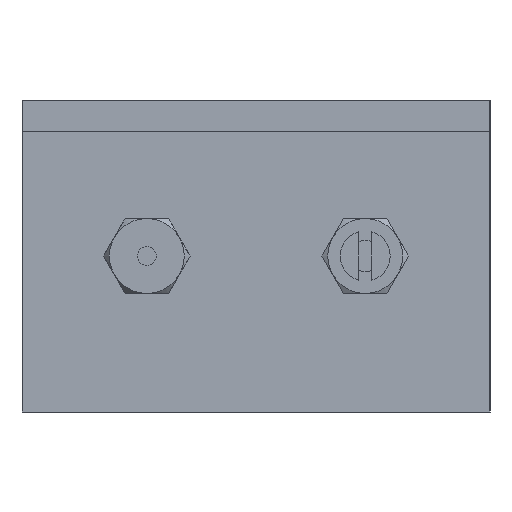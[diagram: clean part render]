
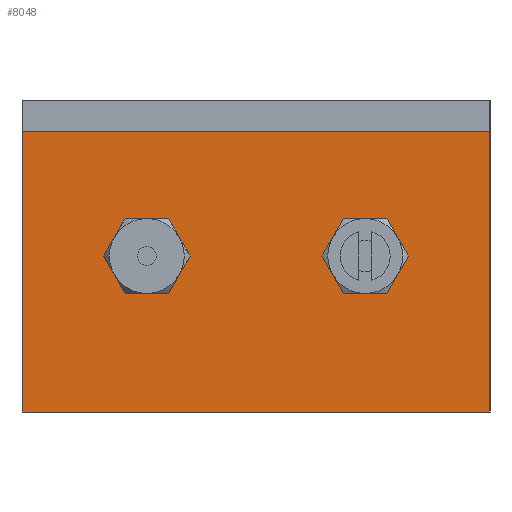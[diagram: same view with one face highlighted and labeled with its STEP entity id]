
A CAD part, left-side view. The second image highlights one B-rep face of the part: STEP entity #8048.
In plain terms, the highlighted planar face has unit normal (-1, 0, 0).
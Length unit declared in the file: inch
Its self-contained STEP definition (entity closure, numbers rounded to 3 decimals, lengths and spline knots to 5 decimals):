
#145 = CARTESIAN_POINT ( 'NONE',  ( -0.625, -0.375, 0.25 ) ) ;
#387 = EDGE_CURVE ( 'NONE', #19627, #37502, #9739, .T. ) ;
#988 = DIRECTION ( 'NONE',  ( 0., 0., -1. ) ) ;
#1058 = EDGE_CURVE ( 'NONE', #37502, #47306, #36765, .T. ) ;
#1393 = VERTEX_POINT ( 'NONE', #49041 ) ;
#1685 = DIRECTION ( 'NONE',  ( 0., -0.5, -0.866 ) ) ;
#2571 = CARTESIAN_POINT ( 'NONE',  ( -0.625, -0.20964, 0.06 ) ) ;
#3239 = CARTESIAN_POINT ( 'NONE',  ( -0.625, 0.24428, 0. ) ) ;
#3589 = DIRECTION ( 'NONE',  ( 0., 0.5, 0.866 ) ) ;
#3944 = DIRECTION ( 'NONE',  ( 0., -1., 0. ) ) ;
#3947 = CARTESIAN_POINT ( 'NONE',  ( -0.625, -0.24428, 0. ) ) ;
#4246 = LINE ( 'NONE', #32501, #11482 ) ;
#4310 = VECTOR ( 'NONE', #13600, 39.37008 ) ;
#4672 = CARTESIAN_POINT ( 'NONE',  ( -0.625, -0.375, 0.2 ) ) ;
#5503 = DIRECTION ( 'NONE',  ( 0., 1., 0. ) ) ;
#6333 = EDGE_CURVE ( 'NONE', #33155, #19526, #45461, .T. ) ;
#6482 = ORIENTED_EDGE ( 'NONE', *, *, #1058, .F. ) ;
#7039 = EDGE_LOOP ( 'NONE', ( #31407, #20357, #9804, #43518, #18513, #45125 ) ) ;
#7300 = VERTEX_POINT ( 'NONE', #8024 ) ;
#7559 = LINE ( 'NONE', #28553, #37024 ) ;
#7594 = CARTESIAN_POINT ( 'NONE',  ( -0.625, 0.20964, 0.06 ) ) ;
#8024 = CARTESIAN_POINT ( 'NONE',  ( -0.625, 0.375, -0.25 ) ) ;
#8048 = ADVANCED_FACE ( 'NONE', ( #33869, #38071, #13398 ), #27454, .F. ) ;
#8636 = VECTOR ( 'NONE', #3944, 39.37008 ) ;
#9212 = ORIENTED_EDGE ( 'NONE', *, *, #23217, .F. ) ;
#9349 = VECTOR ( 'NONE', #39804, 39.37008 ) ;
#9739 = LINE ( 'NONE', #46602, #23589 ) ;
#9741 = LINE ( 'NONE', #44081, #27205 ) ;
#9804 = ORIENTED_EDGE ( 'NONE', *, *, #40367, .F. ) ;
#10182 = CARTESIAN_POINT ( 'NONE',  ( -0.625, -0.375, -0.25 ) ) ;
#10493 = VECTOR ( 'NONE', #5503, 39.37008 ) ;
#11296 = CARTESIAN_POINT ( 'NONE',  ( -0.625, 0.14036, -0.06 ) ) ;
#11363 = EDGE_CURVE ( 'NONE', #1393, #35854, #25767, .T. ) ;
#11415 = EDGE_CURVE ( 'NONE', #47306, #1393, #36010, .T. ) ;
#11482 = VECTOR ( 'NONE', #47888, 39.37008 ) ;
#11658 = DIRECTION ( 'NONE',  ( 0., 0.5, 0.866 ) ) ;
#11792 = DIRECTION ( 'NONE',  ( 0., -0.5, 0.866 ) ) ;
#11963 = VECTOR ( 'NONE', #48143, 39.37008 ) ;
#12350 = CARTESIAN_POINT ( 'NONE',  ( -0.625, 0.20964, -0.06 ) ) ;
#13089 = DIRECTION ( 'NONE',  ( 0., -1., 0. ) ) ;
#13398 = FACE_BOUND ( 'NONE', #7039, .T. ) ;
#13600 = DIRECTION ( 'NONE',  ( 0., -1., 0. ) ) ;
#13852 = VERTEX_POINT ( 'NONE', #10182 ) ;
#14654 = EDGE_CURVE ( 'NONE', #48341, #16133, #22203, .T. ) ;
#15387 = CARTESIAN_POINT ( 'NONE',  ( -0.625, -0.14036, 0.06 ) ) ;
#16133 = VERTEX_POINT ( 'NONE', #34389 ) ;
#16344 = VERTEX_POINT ( 'NONE', #16872 ) ;
#16777 = ORIENTED_EDGE ( 'NONE', *, *, #387, .F. ) ;
#16872 = CARTESIAN_POINT ( 'NONE',  ( -0.625, -0.375, 0.2 ) ) ;
#17083 = ORIENTED_EDGE ( 'NONE', *, *, #30250, .F. ) ;
#17153 = EDGE_CURVE ( 'NONE', #40588, #16344, #49808, .T. ) ;
#17204 = VECTOR ( 'NONE', #18117, 39.37008 ) ;
#17276 = VERTEX_POINT ( 'NONE', #21274 ) ;
#18117 = DIRECTION ( 'NONE',  ( 0., 0., -1. ) ) ;
#18391 = CARTESIAN_POINT ( 'NONE',  ( -0.625, 0.14036, 0.06 ) ) ;
#18513 = ORIENTED_EDGE ( 'NONE', *, *, #47555, .F. ) ;
#19182 = DIRECTION ( 'NONE',  ( 0., 0.5, -0.866 ) ) ;
#19314 = VERTEX_POINT ( 'NONE', #38588 ) ;
#19526 = VERTEX_POINT ( 'NONE', #41268 ) ;
#19627 = VERTEX_POINT ( 'NONE', #3239 ) ;
#20357 = ORIENTED_EDGE ( 'NONE', *, *, #6333, .F. ) ;
#21215 = EDGE_CURVE ( 'NONE', #7300, #13852, #9741, .T. ) ;
#21274 = CARTESIAN_POINT ( 'NONE',  ( -0.625, 0.20964, 0.06 ) ) ;
#22203 = LINE ( 'NONE', #44759, #11963 ) ;
#23065 = CARTESIAN_POINT ( 'NONE',  ( -0.625, 0.10572, 0. ) ) ;
#23138 = AXIS2_PLACEMENT_3D ( 'NONE', #47525, #36032, #48020 ) ;
#23217 = EDGE_CURVE ( 'NONE', #17276, #19627, #27695, .T. ) ;
#23403 = VECTOR ( 'NONE', #988, 39.37008 ) ;
#23589 = VECTOR ( 'NONE', #34438, 39.37008 ) ;
#24943 = EDGE_CURVE ( 'NONE', #16344, #13852, #40266, .T. ) ;
#25248 = DIRECTION ( 'NONE',  ( 0., 1., 0. ) ) ;
#25767 = LINE ( 'NONE', #23065, #27600 ) ;
#27205 = VECTOR ( 'NONE', #13089, 39.37008 ) ;
#27454 = PLANE ( 'NONE',  #23138 ) ;
#27600 = VECTOR ( 'NONE', #3589, 39.37008 ) ;
#27695 = LINE ( 'NONE', #7594, #39731 ) ;
#28246 = VERTEX_POINT ( 'NONE', #46305 ) ;
#28553 = CARTESIAN_POINT ( 'NONE',  ( -0.625, -0.10572, 0. ) ) ;
#28902 = CARTESIAN_POINT ( 'NONE',  ( -0.625, 0.20964, -0.06 ) ) ;
#29316 = EDGE_LOOP ( 'NONE', ( #9212, #17083, #31302, #37454, #6482, #16777 ) ) ;
#29635 = LINE ( 'NONE', #2571, #39886 ) ;
#30138 = CARTESIAN_POINT ( 'NONE',  ( -0.625, 0.375, 0.2 ) ) ;
#30250 = EDGE_CURVE ( 'NONE', #35854, #17276, #44225, .T. ) ;
#31302 = ORIENTED_EDGE ( 'NONE', *, *, #11363, .F. ) ;
#31407 = ORIENTED_EDGE ( 'NONE', *, *, #31493, .F. ) ;
#31493 = EDGE_CURVE ( 'NONE', #19526, #48341, #29635, .T. ) ;
#32166 = VECTOR ( 'NONE', #11658, 39.37008 ) ;
#32501 = CARTESIAN_POINT ( 'NONE',  ( -0.625, -0.20964, -0.06 ) ) ;
#33155 = VERTEX_POINT ( 'NONE', #44341 ) ;
#33869 = FACE_BOUND ( 'NONE', #29316, .T. ) ;
#33908 = LINE ( 'NONE', #37902, #8636 ) ;
#34175 = EDGE_CURVE ( 'NONE', #40588, #7300, #44328, .T. ) ;
#34389 = CARTESIAN_POINT ( 'NONE',  ( -0.625, -0.10572, 0. ) ) ;
#34438 = DIRECTION ( 'NONE',  ( 0., -0.5, -0.866 ) ) ;
#35102 = EDGE_LOOP ( 'NONE', ( #37339, #42970, #41782, #43951 ) ) ;
#35854 = VERTEX_POINT ( 'NONE', #18391 ) ;
#36010 = LINE ( 'NONE', #45822, #45093 ) ;
#36032 = DIRECTION ( 'NONE',  ( 1., 0., 0. ) ) ;
#36440 = CARTESIAN_POINT ( 'NONE',  ( -0.625, 0.14036, 0.06 ) ) ;
#36765 = LINE ( 'NONE', #28902, #4310 ) ;
#37024 = VECTOR ( 'NONE', #1685, 39.37008 ) ;
#37339 = ORIENTED_EDGE ( 'NONE', *, *, #17153, .F. ) ;
#37454 = ORIENTED_EDGE ( 'NONE', *, *, #11415, .F. ) ;
#37502 = VERTEX_POINT ( 'NONE', #12350 ) ;
#37662 = EDGE_CURVE ( 'NONE', #19314, #28246, #33908, .T. ) ;
#37902 = CARTESIAN_POINT ( 'NONE',  ( -0.625, -0.14036, -0.06 ) ) ;
#38071 = FACE_OUTER_BOUND ( 'NONE', #35102, .T. ) ;
#38588 = CARTESIAN_POINT ( 'NONE',  ( -0.625, -0.14036, -0.06 ) ) ;
#39731 = VECTOR ( 'NONE', #19182, 39.37008 ) ;
#39804 = DIRECTION ( 'NONE',  ( 0., -1., 0. ) ) ;
#39886 = VECTOR ( 'NONE', #25248, 39.37008 ) ;
#40266 = LINE ( 'NONE', #145, #23403 ) ;
#40367 = EDGE_CURVE ( 'NONE', #28246, #33155, #4246, .T. ) ;
#40588 = VERTEX_POINT ( 'NONE', #30138 ) ;
#41268 = CARTESIAN_POINT ( 'NONE',  ( -0.625, -0.20964, 0.06 ) ) ;
#41782 = ORIENTED_EDGE ( 'NONE', *, *, #21215, .T. ) ;
#42970 = ORIENTED_EDGE ( 'NONE', *, *, #34175, .T. ) ;
#43518 = ORIENTED_EDGE ( 'NONE', *, *, #37662, .F. ) ;
#43951 = ORIENTED_EDGE ( 'NONE', *, *, #24943, .F. ) ;
#44081 = CARTESIAN_POINT ( 'NONE',  ( -0.625, -0.375, -0.25 ) ) ;
#44225 = LINE ( 'NONE', #36440, #10493 ) ;
#44328 = LINE ( 'NONE', #49147, #17204 ) ;
#44341 = CARTESIAN_POINT ( 'NONE',  ( -0.625, -0.24428, 0. ) ) ;
#44759 = CARTESIAN_POINT ( 'NONE',  ( -0.625, -0.14036, 0.06 ) ) ;
#45093 = VECTOR ( 'NONE', #11792, 39.37008 ) ;
#45125 = ORIENTED_EDGE ( 'NONE', *, *, #14654, .F. ) ;
#45461 = LINE ( 'NONE', #3947, #32166 ) ;
#45822 = CARTESIAN_POINT ( 'NONE',  ( -0.625, 0.14036, -0.06 ) ) ;
#46305 = CARTESIAN_POINT ( 'NONE',  ( -0.625, -0.20964, -0.06 ) ) ;
#46602 = CARTESIAN_POINT ( 'NONE',  ( -0.625, 0.24428, 0. ) ) ;
#47306 = VERTEX_POINT ( 'NONE', #11296 ) ;
#47525 = CARTESIAN_POINT ( 'NONE',  ( -0.625, -0.375, 0.25 ) ) ;
#47555 = EDGE_CURVE ( 'NONE', #16133, #19314, #7559, .T. ) ;
#47888 = DIRECTION ( 'NONE',  ( 0., -0.5, 0.866 ) ) ;
#48020 = DIRECTION ( 'NONE',  ( 0., 0., -1. ) ) ;
#48143 = DIRECTION ( 'NONE',  ( 0., 0.5, -0.866 ) ) ;
#48341 = VERTEX_POINT ( 'NONE', #15387 ) ;
#49041 = CARTESIAN_POINT ( 'NONE',  ( -0.625, 0.10572, 0. ) ) ;
#49147 = CARTESIAN_POINT ( 'NONE',  ( -0.625, 0.375, 0.25 ) ) ;
#49808 = LINE ( 'NONE', #4672, #9349 ) ;
